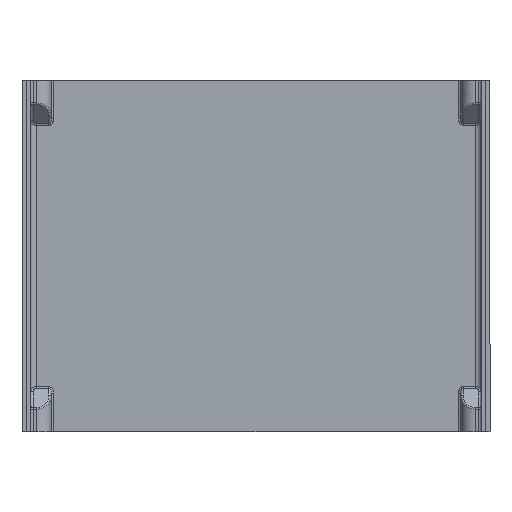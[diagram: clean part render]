
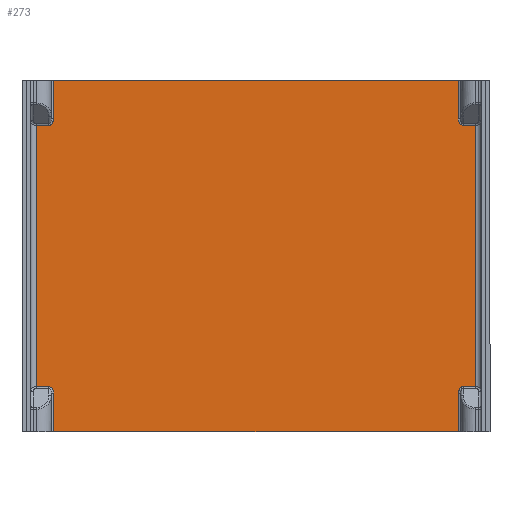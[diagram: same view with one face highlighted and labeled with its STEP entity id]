
A CAD part, front view. The second image highlights one B-rep face of the part: STEP entity #273.
In plain terms, the highlighted planar face has unit normal (0, -1, 0).
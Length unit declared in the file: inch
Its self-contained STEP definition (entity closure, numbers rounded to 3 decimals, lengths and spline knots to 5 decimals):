
#49 = EDGE_CURVE ( 'NONE', #1084, #2408, #1002, .T. ) ;
#53 = CARTESIAN_POINT ( 'NONE',  ( 3.54, 1.15, 2.23343 ) ) ;
#60 = VECTOR ( 'NONE', #2030, 39.37008 ) ;
#103 = CARTESIAN_POINT ( 'NONE',  ( -3.75, 1.15, 2.23343 ) ) ;
#112 = ORIENTED_EDGE ( 'NONE', *, *, #1526, .F. ) ;
#148 = VECTOR ( 'NONE', #754, 39.37008 ) ;
#156 = VERTEX_POINT ( 'NONE', #3126 ) ;
#209 = CARTESIAN_POINT ( 'NONE',  ( -3.46, 1.15, -3. ) ) ;
#223 = DIRECTION ( 'NONE',  ( 0., 0., -1. ) ) ;
#268 = EDGE_CURVE ( 'NONE', #2563, #1084, #1489, .T. ) ;
#273 = ADVANCED_FACE ( 'NONE', ( #1012 ), #1759, .F. ) ;
#299 = DIRECTION ( 'NONE',  ( 0., 0., 1. ) ) ;
#318 = EDGE_CURVE ( 'NONE', #715, #2375, #2469, .T. ) ;
#398 = CARTESIAN_POINT ( 'NONE',  ( 3.46, 1.15, -2.28029 ) ) ;
#402 = CARTESIAN_POINT ( 'NONE',  ( -3.46, 1.15, -3. ) ) ;
#416 = DIRECTION ( 'NONE',  ( 1., 0., 0. ) ) ;
#419 = CARTESIAN_POINT ( 'NONE',  ( -3.46, 1.15, 2.34657 ) ) ;
#493 =( BOUNDED_CURVE ( )  B_SPLINE_CURVE ( 3, ( #528, #2716, #2732, #53 ),
 .UNSPECIFIED., .F., .T. ) 
 B_SPLINE_CURVE_WITH_KNOTS ( ( 4, 4 ),
 ( 1.5708, 3.14159 ),
 .UNSPECIFIED. ) 
 CURVE ( )  GEOMETRIC_REPRESENTATION_ITEM ( )  RATIONAL_B_SPLINE_CURVE ( ( 1., 0.805, 0.805, 1. ) ) 
 REPRESENTATION_ITEM ( '' )  );
#503 = CARTESIAN_POINT ( 'NONE',  ( -3.46, 1.15, -3. ) ) ;
#517 = DIRECTION ( 'NONE',  ( 0., 0., 1. ) ) ;
#520 = CARTESIAN_POINT ( 'NONE',  ( -3.75, 1.15, 2.23343 ) ) ;
#527 = VERTEX_POINT ( 'NONE', #2805 ) ;
#528 = CARTESIAN_POINT ( 'NONE',  ( 3.46, 1.15, 2.34657 ) ) ;
#564 = VERTEX_POINT ( 'NONE', #419 ) ;
#594 = VERTEX_POINT ( 'NONE', #1871 ) ;
#605 = CARTESIAN_POINT ( 'NONE',  ( -3.49314, 1.15, 2.23343 ) ) ;
#608 = EDGE_CURVE ( 'NONE', #3155, #564, #2126, .T. ) ;
#618 = ORIENTED_EDGE ( 'NONE', *, *, #2542, .T. ) ;
#630 = DIRECTION ( 'NONE',  ( 0., 0., -1. ) ) ;
#704 = CARTESIAN_POINT ( 'NONE',  ( 3.54, 1.15, 2.23343 ) ) ;
#715 = VERTEX_POINT ( 'NONE', #3170 ) ;
#716 = DIRECTION ( 'NONE',  ( 0., 0., 1. ) ) ;
#754 = DIRECTION ( 'NONE',  ( 1., 0., 0. ) ) ;
#756 = LINE ( 'NONE', #1929, #2646 ) ;
#805 = DIRECTION ( 'NONE',  ( 0., 1., 0. ) ) ;
#813 = VECTOR ( 'NONE', #990, 39.37008 ) ;
#933 = ORIENTED_EDGE ( 'NONE', *, *, #1835, .F. ) ;
#942 = EDGE_CURVE ( 'NONE', #1023, #594, #3084, .T. ) ;
#990 = DIRECTION ( 'NONE',  ( 0., 0., 1. ) ) ;
#1002 = LINE ( 'NONE', #2210, #813 ) ;
#1012 = FACE_OUTER_BOUND ( 'NONE', #2707, .T. ) ;
#1013 = ORIENTED_EDGE ( 'NONE', *, *, #608, .T. ) ;
#1023 = VERTEX_POINT ( 'NONE', #2597 ) ;
#1042 = VECTOR ( 'NONE', #1536, 39.37008 ) ;
#1056 = EDGE_CURVE ( 'NONE', #2205, #3155, #3076, .T. ) ;
#1060 = CARTESIAN_POINT ( 'NONE',  ( -3.46, 1.15, -2.34657 ) ) ;
#1084 = VERTEX_POINT ( 'NONE', #1690 ) ;
#1100 = VERTEX_POINT ( 'NONE', #1060 ) ;
#1121 = CARTESIAN_POINT ( 'NONE',  ( 3.49314, 1.15, -2.23343 ) ) ;
#1201 = ORIENTED_EDGE ( 'NONE', *, *, #1056, .T. ) ;
#1256 = LINE ( 'NONE', #1310, #2888 ) ;
#1265 = EDGE_CURVE ( 'NONE', #2563, #527, #3031, .T. ) ;
#1274 =( BOUNDED_CURVE ( )  B_SPLINE_CURVE ( 3, ( #1401, #1661, #1914, #2343 ),
 .UNSPECIFIED., .F., .T. ) 
 B_SPLINE_CURVE_WITH_KNOTS ( ( 4, 4 ),
 ( 1.5708, 3.14159 ),
 .UNSPECIFIED. ) 
 CURVE ( )  GEOMETRIC_REPRESENTATION_ITEM ( )  RATIONAL_B_SPLINE_CURVE ( ( 1., 0.805, 0.805, 1. ) ) 
 REPRESENTATION_ITEM ( '' )  );
#1310 = CARTESIAN_POINT ( 'NONE',  ( 3.46, 1.15, -2.25 ) ) ;
#1357 = CARTESIAN_POINT ( 'NONE',  ( 3.54, 1.15, -2.23343 ) ) ;
#1401 = CARTESIAN_POINT ( 'NONE',  ( -3.46, 1.15, -2.34657 ) ) ;
#1469 = CARTESIAN_POINT ( 'NONE',  ( 3.75, 1.15, 2.23343 ) ) ;
#1476 = CARTESIAN_POINT ( 'NONE',  ( -3.46, 1.15, 3. ) ) ;
#1489 = LINE ( 'NONE', #2504, #148 ) ;
#1526 = EDGE_CURVE ( 'NONE', #2839, #2050, #493, .T. ) ;
#1536 = DIRECTION ( 'NONE',  ( -1., 0., 0. ) ) ;
#1570 = VECTOR ( 'NONE', #630, 39.37008 ) ;
#1579 = CARTESIAN_POINT ( 'NONE',  ( -3.46, 1.15, 2.34657 ) ) ;
#1581 = EDGE_CURVE ( 'NONE', #2408, #2050, #2198, .T. ) ;
#1608 = ORIENTED_EDGE ( 'NONE', *, *, #1265, .F. ) ;
#1661 = CARTESIAN_POINT ( 'NONE',  ( -3.46, 1.15, -2.28029 ) ) ;
#1690 = CARTESIAN_POINT ( 'NONE',  ( 3.75, 1.15, -2.23343 ) ) ;
#1696 = ORIENTED_EDGE ( 'NONE', *, *, #49, .T. ) ;
#1701 = EDGE_CURVE ( 'NONE', #156, #2341, #3023, .T. ) ;
#1759 = PLANE ( 'NONE',  #2764 ) ;
#1835 = EDGE_CURVE ( 'NONE', #1100, #594, #1274, .T. ) ;
#1871 = CARTESIAN_POINT ( 'NONE',  ( -3.54, 1.15, -2.23343 ) ) ;
#1914 = CARTESIAN_POINT ( 'NONE',  ( -3.49314, 1.15, -2.23343 ) ) ;
#1929 = CARTESIAN_POINT ( 'NONE',  ( -3.75, 1.15, -3. ) ) ;
#2017 = ORIENTED_EDGE ( 'NONE', *, *, #318, .F. ) ;
#2030 = DIRECTION ( 'NONE',  ( -1., 0., 0. ) ) ;
#2046 = VECTOR ( 'NONE', #2750, 39.37008 ) ;
#2050 = VERTEX_POINT ( 'NONE', #704 ) ;
#2058 = CARTESIAN_POINT ( 'NONE',  ( -3.54, 1.15, 2.23343 ) ) ;
#2113 = CARTESIAN_POINT ( 'NONE',  ( 3.54, 1.15, -2.23343 ) ) ;
#2126 = LINE ( 'NONE', #209, #2865 ) ;
#2133 = ORIENTED_EDGE ( 'NONE', *, *, #1701, .T. ) ;
#2192 = LINE ( 'NONE', #3174, #2798 ) ;
#2198 = LINE ( 'NONE', #1469, #1042 ) ;
#2205 = VERTEX_POINT ( 'NONE', #2876 ) ;
#2210 = CARTESIAN_POINT ( 'NONE',  ( 3.75, 1.15, -3. ) ) ;
#2231 = ORIENTED_EDGE ( 'NONE', *, *, #942, .T. ) ;
#2240 = CARTESIAN_POINT ( 'NONE',  ( 3.75, 1.15, 2.23343 ) ) ;
#2263 = ORIENTED_EDGE ( 'NONE', *, *, #268, .T. ) ;
#2302 = CARTESIAN_POINT ( 'NONE',  ( 3.46, 1.15, -2.34657 ) ) ;
#2306 = EDGE_CURVE ( 'NONE', #2839, #2205, #2192, .T. ) ;
#2341 = VERTEX_POINT ( 'NONE', #520 ) ;
#2343 = CARTESIAN_POINT ( 'NONE',  ( -3.54, 1.15, -2.23343 ) ) ;
#2344 = EDGE_CURVE ( 'NONE', #1023, #2341, #756, .T. ) ;
#2350 = VECTOR ( 'NONE', #2962, 39.37008 ) ;
#2375 = VERTEX_POINT ( 'NONE', #503 ) ;
#2408 = VERTEX_POINT ( 'NONE', #2240 ) ;
#2469 = LINE ( 'NONE', #2522, #2350 ) ;
#2504 = CARTESIAN_POINT ( 'NONE',  ( 3.75, 1.15, -2.23343 ) ) ;
#2522 = CARTESIAN_POINT ( 'NONE',  ( 3.75, 1.15, -3. ) ) ;
#2542 = EDGE_CURVE ( 'NONE', #1100, #2375, #3109, .T. ) ;
#2563 = VERTEX_POINT ( 'NONE', #2113 ) ;
#2597 = CARTESIAN_POINT ( 'NONE',  ( -3.75, 1.15, -2.23343 ) ) ;
#2646 = VECTOR ( 'NONE', #716, 39.37008 ) ;
#2664 = ORIENTED_EDGE ( 'NONE', *, *, #2344, .F. ) ;
#2673 = ORIENTED_EDGE ( 'NONE', *, *, #2306, .T. ) ;
#2682 =( BOUNDED_CURVE ( )  B_SPLINE_CURVE ( 3, ( #2058, #605, #3037, #1579 ),
 .UNSPECIFIED., .F., .T. ) 
 B_SPLINE_CURVE_WITH_KNOTS ( ( 4, 4 ),
 ( 0., 1.5708 ),
 .UNSPECIFIED. ) 
 CURVE ( )  GEOMETRIC_REPRESENTATION_ITEM ( )  RATIONAL_B_SPLINE_CURVE ( ( 1., 0.805, 0.805, 1. ) ) 
 REPRESENTATION_ITEM ( '' )  );
#2706 = CARTESIAN_POINT ( 'NONE',  ( 3.75, 1.15, -3. ) ) ;
#2707 = EDGE_LOOP ( 'NONE', ( #2017, #2890, #1608, #2263, #1696, #2768, #112, #2673, #1201, #1013, #2925, #2133, #2664, #2231, #933, #618 ) ) ;
#2716 = CARTESIAN_POINT ( 'NONE',  ( 3.46, 1.15, 2.28029 ) ) ;
#2730 = CARTESIAN_POINT ( 'NONE',  ( 3.46, 1.15, 2.34657 ) ) ;
#2732 = CARTESIAN_POINT ( 'NONE',  ( 3.49314, 1.15, 2.23343 ) ) ;
#2750 = DIRECTION ( 'NONE',  ( -1., 0., 0. ) ) ;
#2764 = AXIS2_PLACEMENT_3D ( 'NONE', #2706, #805, #517 ) ;
#2768 = ORIENTED_EDGE ( 'NONE', *, *, #1581, .T. ) ;
#2798 = VECTOR ( 'NONE', #2951, 39.37008 ) ;
#2805 = CARTESIAN_POINT ( 'NONE',  ( 3.46, 1.15, -2.34657 ) ) ;
#2839 = VERTEX_POINT ( 'NONE', #2730 ) ;
#2849 = CARTESIAN_POINT ( 'NONE',  ( -3.5, 1.15, -2.23343 ) ) ;
#2865 = VECTOR ( 'NONE', #223, 39.37008 ) ;
#2876 = CARTESIAN_POINT ( 'NONE',  ( 3.46, 1.15, 3. ) ) ;
#2883 = VECTOR ( 'NONE', #416, 39.37008 ) ;
#2888 = VECTOR ( 'NONE', #299, 39.37008 ) ;
#2890 = ORIENTED_EDGE ( 'NONE', *, *, #2916, .T. ) ;
#2916 = EDGE_CURVE ( 'NONE', #715, #527, #1256, .T. ) ;
#2925 = ORIENTED_EDGE ( 'NONE', *, *, #3010, .F. ) ;
#2951 = DIRECTION ( 'NONE',  ( 0., 0., 1. ) ) ;
#2962 = DIRECTION ( 'NONE',  ( -1., 0., 0. ) ) ;
#3010 = EDGE_CURVE ( 'NONE', #156, #564, #2682, .T. ) ;
#3023 = LINE ( 'NONE', #103, #60 ) ;
#3031 =( BOUNDED_CURVE ( )  B_SPLINE_CURVE ( 3, ( #1357, #1121, #398, #2302 ),
 .UNSPECIFIED., .F., .T. ) 
 B_SPLINE_CURVE_WITH_KNOTS ( ( 4, 4 ),
 ( 0., 1.5708 ),
 .UNSPECIFIED. ) 
 CURVE ( )  GEOMETRIC_REPRESENTATION_ITEM ( )  RATIONAL_B_SPLINE_CURVE ( ( 1., 0.805, 0.805, 1. ) ) 
 REPRESENTATION_ITEM ( '' )  );
#3037 = CARTESIAN_POINT ( 'NONE',  ( -3.46, 1.15, 2.28029 ) ) ;
#3076 = LINE ( 'NONE', #3093, #2046 ) ;
#3084 = LINE ( 'NONE', #2849, #2883 ) ;
#3093 = CARTESIAN_POINT ( 'NONE',  ( 3.75, 1.15, 3. ) ) ;
#3109 = LINE ( 'NONE', #402, #1570 ) ;
#3126 = CARTESIAN_POINT ( 'NONE',  ( -3.54, 1.15, 2.23343 ) ) ;
#3155 = VERTEX_POINT ( 'NONE', #1476 ) ;
#3170 = CARTESIAN_POINT ( 'NONE',  ( 3.46, 1.15, -3. ) ) ;
#3174 = CARTESIAN_POINT ( 'NONE',  ( 3.46, 1.15, -3. ) ) ;
